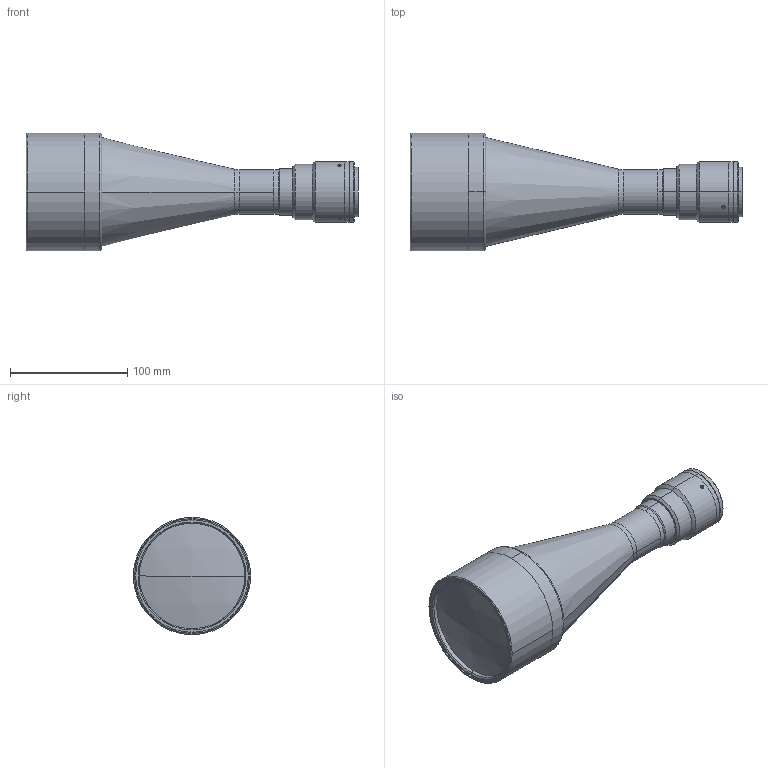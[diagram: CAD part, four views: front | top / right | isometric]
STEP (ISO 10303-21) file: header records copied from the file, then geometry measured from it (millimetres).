
FILE_DESCRIPTION (( 'STEP AP203' ), '1' );
FILE_NAME ('DP71401_TC2MHR064-E.step', '2021-10-01T15:23:12', ( '' ), ( '' ), 'SwSTEP 2.0', 'SolidWorks 2021', '' );
FILE_SCHEMA (( 'CONFIG_CONTROL_DESIGN' ));
Length unit declared in the file: millimetre
Products named in the file (1): DP71401_TC2MHR064-E
Bounding box: 283.09 x 100 x 100 mm (x, y, z)
Surface area: 90443.8 mm2 (no closed solid volume)
Topology: 0 solids, 16 shells, 103 faces, 286 edges, 199 vertices
Faces by surface type: plane 41, cylinder 34, cone 20, torus 6, sphere 2
Entity records: 3618 total; most frequent: CARTESIAN_POINT 829, DIRECTION 622, ORIENTED_EDGE 460, EDGE_CURVE 286, AXIS2_PLACEMENT_3D 248, VERTEX_POINT 199, CIRCLE 144, EDGE_LOOP 130
